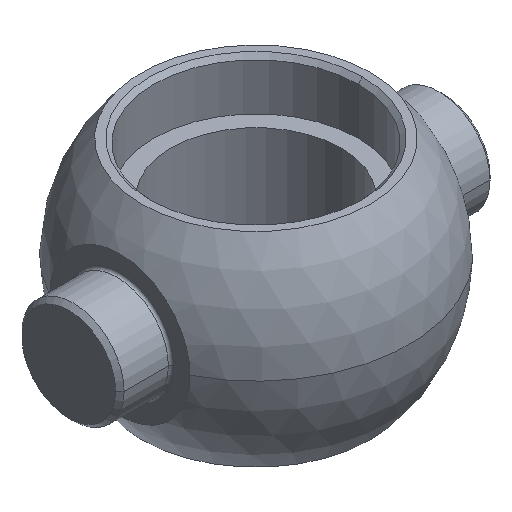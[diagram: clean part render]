
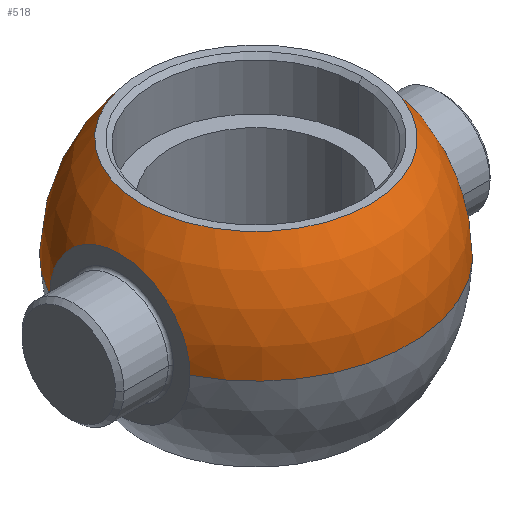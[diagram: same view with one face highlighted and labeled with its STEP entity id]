
A CAD part, isometric view. The second image highlights one B-rep face of the part: STEP entity #518.
In plain terms, the highlighted spherical face has radius 18 mm.
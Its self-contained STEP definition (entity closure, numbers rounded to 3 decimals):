
#4 = CIRCLE ( 'NONE', #671, 8.246 ) ;
#10 = ORIENTED_EDGE ( 'NONE', *, *, #316, .F. ) ;
#22 = AXIS2_PLACEMENT_3D ( 'NONE', #78, #363, #443 ) ;
#31 = CARTESIAN_POINT ( 'NONE',  ( 16., 0., 0. ) ) ;
#41 = DIRECTION ( 'NONE',  ( 0., 0., 1. ) ) ;
#68 = ORIENTED_EDGE ( 'NONE', *, *, #416, .F. ) ;
#78 = CARTESIAN_POINT ( 'NONE',  ( 0., 0., 0. ) ) ;
#93 = CIRCLE ( 'NONE', #242, 13.416 ) ;
#94 = EDGE_LOOP ( 'NONE', ( #10, #794 ) ) ;
#104 = CARTESIAN_POINT ( 'NONE',  ( 13.416, 0., 12. ) ) ;
#125 = AXIS2_PLACEMENT_3D ( 'NONE', #502, #735, #788 ) ;
#126 = CARTESIAN_POINT ( 'NONE',  ( -16., -8.246, 0. ) ) ;
#130 = CARTESIAN_POINT ( 'NONE',  ( -16., 8.246, 0. ) ) ;
#131 = SPHERICAL_SURFACE ( 'NONE', #364, 18. ) ;
#143 = AXIS2_PLACEMENT_3D ( 'NONE', #622, #816, #399 ) ;
#146 = ORIENTED_EDGE ( 'NONE', *, *, #358, .T. ) ;
#177 = DIRECTION ( 'NONE',  ( 0., -1., 0. ) ) ;
#181 = EDGE_CURVE ( 'NONE', #523, #467, #503, .T. ) ;
#187 = CIRCLE ( 'NONE', #143, 13.416 ) ;
#202 = FACE_OUTER_BOUND ( 'NONE', #541, .T. ) ;
#242 = AXIS2_PLACEMENT_3D ( 'NONE', #247, #41, #824 ) ;
#244 = ORIENTED_EDGE ( 'NONE', *, *, #181, .F. ) ;
#247 = CARTESIAN_POINT ( 'NONE',  ( 0., 0., 12. ) ) ;
#268 = DIRECTION ( 'NONE',  ( -1., 0., 0. ) ) ;
#295 = DIRECTION ( 'NONE',  ( 0., 0., -1. ) ) ;
#316 = EDGE_CURVE ( 'NONE', #385, #417, #93, .T. ) ;
#339 = CARTESIAN_POINT ( 'NONE',  ( -13.416, 0., 12. ) ) ;
#345 = CARTESIAN_POINT ( 'NONE',  ( -16., 0., 0. ) ) ;
#358 = EDGE_CURVE ( 'NONE', #523, #394, #4, .T. ) ;
#363 = DIRECTION ( 'NONE',  ( 0., 0., 1. ) ) ;
#364 = AXIS2_PLACEMENT_3D ( 'NONE', #495, #295, #659 ) ;
#385 = VERTEX_POINT ( 'NONE', #104 ) ;
#394 = VERTEX_POINT ( 'NONE', #639 ) ;
#399 = DIRECTION ( 'NONE',  ( 1., 0., 0. ) ) ;
#416 = EDGE_CURVE ( 'NONE', #467, #895, #891, .T. ) ;
#417 = VERTEX_POINT ( 'NONE', #339 ) ;
#443 = DIRECTION ( 'NONE',  ( 1., 0., 0. ) ) ;
#467 = VERTEX_POINT ( 'NONE', #126 ) ;
#479 = ORIENTED_EDGE ( 'NONE', *, *, #631, .T. ) ;
#495 = CARTESIAN_POINT ( 'NONE',  ( 0., 0., 0. ) ) ;
#502 = CARTESIAN_POINT ( 'NONE',  ( 0., 0., 0. ) ) ;
#503 = CIRCLE ( 'NONE', #125, 18. ) ;
#518 = ADVANCED_FACE ( 'NONE', ( #202, #717 ), #131, .T. ) ;
#522 = CIRCLE ( 'NONE', #22, 18. ) ;
#523 = VERTEX_POINT ( 'NONE', #792 ) ;
#541 = EDGE_LOOP ( 'NONE', ( #244, #146, #479, #68 ) ) ;
#559 = DIRECTION ( 'NONE',  ( -1., 0., 0. ) ) ;
#622 = CARTESIAN_POINT ( 'NONE',  ( 0., 0., 12. ) ) ;
#631 = EDGE_CURVE ( 'NONE', #394, #895, #522, .T. ) ;
#639 = CARTESIAN_POINT ( 'NONE',  ( 16., 8.246, 0. ) ) ;
#653 = DIRECTION ( 'NONE',  ( 0., -1., 0. ) ) ;
#659 = DIRECTION ( 'NONE',  ( 0., 1., 0. ) ) ;
#671 = AXIS2_PLACEMENT_3D ( 'NONE', #31, #559, #177 ) ;
#717 = FACE_BOUND ( 'NONE', #94, .T. ) ;
#735 = DIRECTION ( 'NONE',  ( 0., 0., -1. ) ) ;
#740 = EDGE_CURVE ( 'NONE', #417, #385, #187, .T. ) ;
#787 = AXIS2_PLACEMENT_3D ( 'NONE', #345, #268, #653 ) ;
#788 = DIRECTION ( 'NONE',  ( 0., 1., 0. ) ) ;
#792 = CARTESIAN_POINT ( 'NONE',  ( 16., -8.246, 0. ) ) ;
#794 = ORIENTED_EDGE ( 'NONE', *, *, #740, .F. ) ;
#816 = DIRECTION ( 'NONE',  ( 0., 0., 1. ) ) ;
#824 = DIRECTION ( 'NONE',  ( 1., 0., 0. ) ) ;
#891 = CIRCLE ( 'NONE', #787, 8.246 ) ;
#895 = VERTEX_POINT ( 'NONE', #130 ) ;
